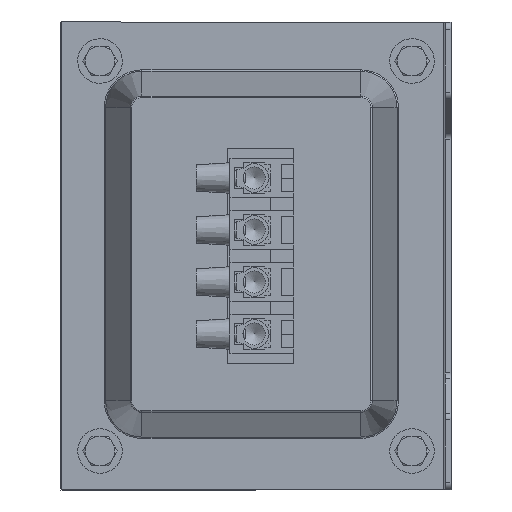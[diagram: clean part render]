
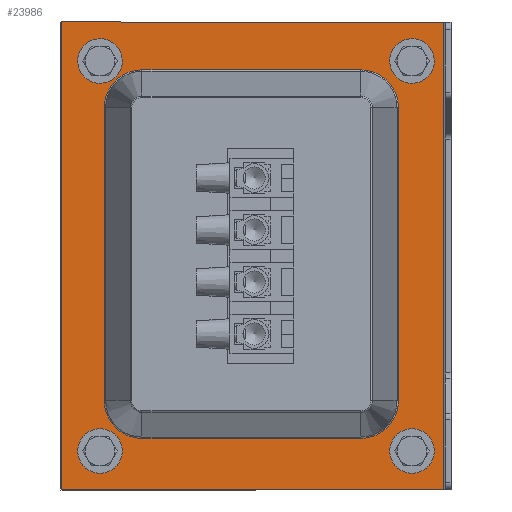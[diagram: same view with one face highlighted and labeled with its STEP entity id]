
A CAD part, front view. The second image highlights one B-rep face of the part: STEP entity #23986.
In plain terms, the highlighted face is planar.
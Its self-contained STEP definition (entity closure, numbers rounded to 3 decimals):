
#894=FACE_BOUND('',#3580,.T.);
#895=FACE_BOUND('',#3581,.T.);
#896=FACE_BOUND('',#3582,.T.);
#897=FACE_BOUND('',#3583,.T.);
#898=FACE_BOUND('',#3584,.T.);
#1136=PLANE('',#26031);
#2184=FACE_OUTER_BOUND('',#3579,.T.);
#3579=EDGE_LOOP('',(#17111,#17112,#17113,#17114));
#3580=EDGE_LOOP('',(#17115));
#3581=EDGE_LOOP('',(#17116));
#3582=EDGE_LOOP('',(#17117));
#3583=EDGE_LOOP('',(#17118));
#3584=EDGE_LOOP('',(#17119,#17120,#17121,#17122,#17123,#17124,#17125,#17126));
#5144=LINE('',#34084,#7765);
#5145=LINE('',#34087,#7766);
#5195=LINE('',#34260,#7816);
#5197=LINE('',#34274,#7818);
#5198=LINE('',#34278,#7819);
#5199=LINE('',#34292,#7820);
#5202=LINE('',#34298,#7823);
#5203=LINE('',#34299,#7824);
#7765=VECTOR('',#27997,10.);
#7766=VECTOR('',#28000,10.);
#7816=VECTOR('',#28184,10.);
#7818=VECTOR('',#28202,10.);
#7819=VECTOR('',#28207,10.);
#7820=VECTOR('',#28226,10.);
#7823=VECTOR('',#28233,10.);
#7824=VECTOR('',#28234,10.);
#10351=CIRCLE('',#25949,3.);
#10353=CIRCLE('',#25952,3.);
#10355=CIRCLE('',#25955,3.);
#10357=CIRCLE('',#25958,3.);
#10388=CIRCLE('',#26013,10.156);
#10390=CIRCLE('',#26016,10.156);
#10395=CIRCLE('',#26024,10.156);
#10397=CIRCLE('',#26027,10.156);
#10865=VERTEX_POINT('',#34075);
#10866=VERTEX_POINT('',#34079);
#10867=VERTEX_POINT('',#34086);
#10877=VERTEX_POINT('',#34116);
#10879=VERTEX_POINT('',#34122);
#10881=VERTEX_POINT('',#34128);
#10883=VERTEX_POINT('',#34134);
#10922=VERTEX_POINT('',#34256);
#10923=VERTEX_POINT('',#34258);
#10924=VERTEX_POINT('',#34262);
#10925=VERTEX_POINT('',#34266);
#10926=VERTEX_POINT('',#34270);
#10928=VERTEX_POINT('',#34276);
#10929=VERTEX_POINT('',#34280);
#10932=VERTEX_POINT('',#34287);
#10933=VERTEX_POINT('',#34297);
#13233=EDGE_CURVE('',#10865,#10866,#5144,.T.);
#13234=EDGE_CURVE('',#10865,#10867,#5145,.T.);
#13249=EDGE_CURVE('',#10877,#10877,#10351,.T.);
#13252=EDGE_CURVE('',#10879,#10879,#10353,.T.);
#13255=EDGE_CURVE('',#10881,#10881,#10355,.T.);
#13258=EDGE_CURVE('',#10883,#10883,#10357,.T.);
#13320=EDGE_CURVE('',#10923,#10922,#5195,.T.);
#13322=EDGE_CURVE('',#10922,#10924,#10388,.T.);
#13324=EDGE_CURVE('',#10925,#10923,#10390,.T.);
#13327=EDGE_CURVE('',#10924,#10926,#5197,.T.);
#13329=EDGE_CURVE('',#10928,#10925,#5198,.T.);
#13332=EDGE_CURVE('',#10926,#10929,#10395,.T.);
#13334=EDGE_CURVE('',#10932,#10928,#10397,.T.);
#13336=EDGE_CURVE('',#10929,#10932,#5199,.T.);
#13339=EDGE_CURVE('',#10933,#10866,#5202,.T.);
#13340=EDGE_CURVE('',#10867,#10933,#5203,.T.);
#17111=ORIENTED_EDGE('',*,*,#13233,.T.);
#17112=ORIENTED_EDGE('',*,*,#13339,.F.);
#17113=ORIENTED_EDGE('',*,*,#13340,.F.);
#17114=ORIENTED_EDGE('',*,*,#13234,.F.);
#17115=ORIENTED_EDGE('',*,*,#13249,.T.);
#17116=ORIENTED_EDGE('',*,*,#13252,.T.);
#17117=ORIENTED_EDGE('',*,*,#13255,.T.);
#17118=ORIENTED_EDGE('',*,*,#13258,.T.);
#17119=ORIENTED_EDGE('',*,*,#13320,.F.);
#17120=ORIENTED_EDGE('',*,*,#13324,.F.);
#17121=ORIENTED_EDGE('',*,*,#13329,.F.);
#17122=ORIENTED_EDGE('',*,*,#13334,.F.);
#17123=ORIENTED_EDGE('',*,*,#13336,.F.);
#17124=ORIENTED_EDGE('',*,*,#13332,.F.);
#17125=ORIENTED_EDGE('',*,*,#13327,.F.);
#17126=ORIENTED_EDGE('',*,*,#13322,.F.);
#23986=ADVANCED_FACE('',(#2184,#894,#895,#896,#897,#898),#1136,.T.);
#25949=AXIS2_PLACEMENT_3D('',#34117,#28025,#28026);
#25952=AXIS2_PLACEMENT_3D('',#34123,#28032,#28033);
#25955=AXIS2_PLACEMENT_3D('',#34129,#28039,#28040);
#25958=AXIS2_PLACEMENT_3D('',#34135,#28046,#28047);
#26013=AXIS2_PLACEMENT_3D('',#34264,#28189,#28190);
#26016=AXIS2_PLACEMENT_3D('',#34268,#28195,#28196);
#26024=AXIS2_PLACEMENT_3D('',#34284,#28214,#28215);
#26027=AXIS2_PLACEMENT_3D('',#34289,#28220,#28221);
#26031=AXIS2_PLACEMENT_3D('',#34296,#28231,#28232);
#27997=DIRECTION('',(0.,0.,-1.));
#28000=DIRECTION('',(-1.,0.,0.));
#28025=DIRECTION('center_axis',(0.,-1.,0.));
#28026=DIRECTION('ref_axis',(-1.,0.,0.));
#28032=DIRECTION('center_axis',(0.,-1.,0.));
#28033=DIRECTION('ref_axis',(-1.,0.,0.));
#28039=DIRECTION('center_axis',(0.,-1.,0.));
#28040=DIRECTION('ref_axis',(-1.,0.,0.));
#28046=DIRECTION('center_axis',(0.,-1.,0.));
#28047=DIRECTION('ref_axis',(-1.,0.,0.));
#28184=DIRECTION('',(0.,0.,1.));
#28189=DIRECTION('center_axis',(0.,1.,0.));
#28190=DIRECTION('ref_axis',(-0.707,0.,0.707));
#28195=DIRECTION('center_axis',(0.,1.,0.));
#28196=DIRECTION('ref_axis',(-0.707,0.,-0.707));
#28202=DIRECTION('',(1.,0.,0.));
#28207=DIRECTION('',(-1.,0.,0.));
#28214=DIRECTION('center_axis',(0.,1.,0.));
#28215=DIRECTION('ref_axis',(0.707,0.,0.707));
#28220=DIRECTION('center_axis',(0.,1.,0.));
#28221=DIRECTION('ref_axis',(0.707,0.,-0.707));
#28226=DIRECTION('',(0.,0.,-1.));
#28231=DIRECTION('center_axis',(0.,1.,0.));
#28232=DIRECTION('ref_axis',(0.,0.,1.));
#28233=DIRECTION('',(1.,0.,0.));
#28234=DIRECTION('',(0.,0.,-1.));
#34075=CARTESIAN_POINT('',(-2.,1.5,126.));
#34079=CARTESIAN_POINT('',(-2.,1.5,0.));
#34084=CARTESIAN_POINT('',(-2.,1.5,31.5));
#34086=CARTESIAN_POINT('',(-105.,1.5,126.));
#34087=CARTESIAN_POINT('',(-105.,1.5,126.));
#34116=CARTESIAN_POINT('',(-91.5,1.5,115.5));
#34117=CARTESIAN_POINT('Origin',(-94.5,1.5,115.5));
#34122=CARTESIAN_POINT('',(-7.5,1.5,10.5));
#34123=CARTESIAN_POINT('Origin',(-10.5,1.5,10.5));
#34128=CARTESIAN_POINT('',(-7.5,1.5,115.5));
#34129=CARTESIAN_POINT('Origin',(-10.5,1.5,115.5));
#34134=CARTESIAN_POINT('',(-91.5,1.5,10.5));
#34135=CARTESIAN_POINT('Origin',(-94.5,1.5,10.5));
#34256=CARTESIAN_POINT('',(-93.358,1.5,101.952));
#34258=CARTESIAN_POINT('',(-93.358,1.5,23.048));
#34260=CARTESIAN_POINT('',(-93.358,1.5,43.024));
#34262=CARTESIAN_POINT('',(-83.202,1.5,112.108));
#34264=CARTESIAN_POINT('Origin',(-83.202,1.5,101.952));
#34266=CARTESIAN_POINT('',(-83.202,1.5,12.892));
#34268=CARTESIAN_POINT('Origin',(-83.202,1.5,23.048));
#34270=CARTESIAN_POINT('',(-24.298,1.5,112.108));
#34274=CARTESIAN_POINT('',(-67.851,1.5,112.108));
#34276=CARTESIAN_POINT('',(-24.298,1.5,12.892));
#34278=CARTESIAN_POINT('',(-38.399,1.5,12.892));
#34280=CARTESIAN_POINT('',(-14.142,1.5,101.952));
#34284=CARTESIAN_POINT('Origin',(-24.298,1.5,101.952));
#34287=CARTESIAN_POINT('',(-14.142,1.5,23.048));
#34289=CARTESIAN_POINT('Origin',(-24.298,1.5,23.048));
#34292=CARTESIAN_POINT('',(-14.142,1.5,82.476));
#34296=CARTESIAN_POINT('Origin',(-52.5,1.5,63.));
#34297=CARTESIAN_POINT('',(-105.,1.5,0.));
#34298=CARTESIAN_POINT('',(0.,1.5,0.));
#34299=CARTESIAN_POINT('',(-105.,1.5,0.));
